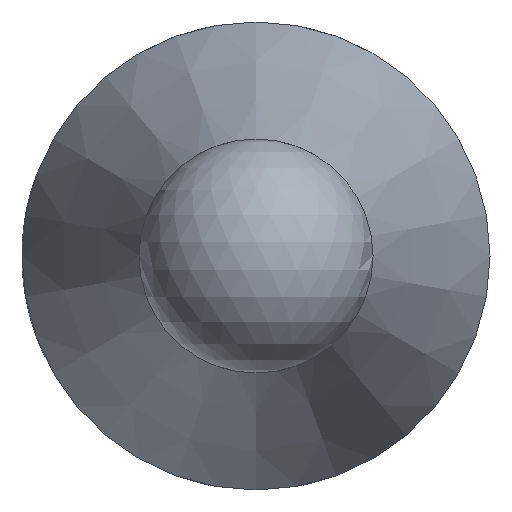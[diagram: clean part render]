
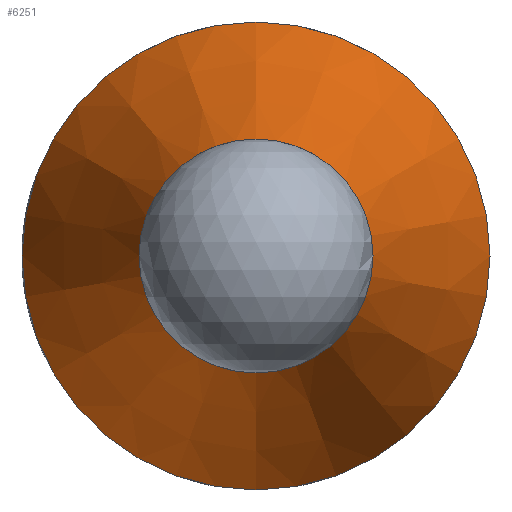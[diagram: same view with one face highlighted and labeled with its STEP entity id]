
A CAD part, left-side view. The second image highlights one B-rep face of the part: STEP entity #6251.
In plain terms, the highlighted conical face has half-angle 20 degrees and reference radius 1.25 mm.
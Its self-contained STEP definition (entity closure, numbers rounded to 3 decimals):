
#544 = VERTEX_POINT ( 'NONE', #2705 ) ;
#551 = AXIS2_PLACEMENT_3D ( 'NONE', #5747, #1174, #11059 ) ;
#946 = CIRCLE ( 'NONE', #9407, 2.5 ) ;
#1083 = DIRECTION ( 'NONE',  ( 1., 0., 0. ) ) ;
#1174 = DIRECTION ( 'NONE',  ( 1., 0., 0. ) ) ;
#1396 = DIRECTION ( 'NONE',  ( 1., 0., 0. ) ) ;
#1455 = FACE_OUTER_BOUND ( 'NONE', #9808, .T. ) ;
#1739 = AXIS2_PLACEMENT_3D ( 'NONE', #9642, #1396, #10492 ) ;
#1990 = DIRECTION ( 'NONE',  ( 0., 0., -1. ) ) ;
#2175 = FACE_BOUND ( 'NONE', #5957, .T. ) ;
#2223 = ORIENTED_EDGE ( 'NONE', *, *, #3076, .T. ) ;
#2705 = CARTESIAN_POINT ( 'NONE',  ( -75.434, -16.93, -1.25 ) ) ;
#3076 = EDGE_CURVE ( 'NONE', #544, #544, #8829, .T. ) ;
#3664 = EDGE_CURVE ( 'NONE', #9200, #9200, #946, .T. ) ;
#3666 = CARTESIAN_POINT ( 'NONE',  ( -72., -16.93, -2.5 ) ) ;
#5336 = ORIENTED_EDGE ( 'NONE', *, *, #3664, .F. ) ;
#5747 = CARTESIAN_POINT ( 'NONE',  ( -75.434, -16.93, 0. ) ) ;
#5957 = EDGE_LOOP ( 'NONE', ( #2223 ) ) ;
#6251 = ADVANCED_FACE ( 'NONE', ( #1455, #2175 ), #8460, .T. ) ;
#8460 = CONICAL_SURFACE ( 'NONE', #1739, 1.25, 0.349 ) ;
#8829 = CIRCLE ( 'NONE', #551, 1.25 ) ;
#9200 = VERTEX_POINT ( 'NONE', #3666 ) ;
#9336 = CARTESIAN_POINT ( 'NONE',  ( -72., -16.93, 0. ) ) ;
#9407 = AXIS2_PLACEMENT_3D ( 'NONE', #9336, #1083, #1990 ) ;
#9642 = CARTESIAN_POINT ( 'NONE',  ( -75.434, -16.93, 0. ) ) ;
#9808 = EDGE_LOOP ( 'NONE', ( #5336 ) ) ;
#10492 = DIRECTION ( 'NONE',  ( 0., 0., -1. ) ) ;
#11059 = DIRECTION ( 'NONE',  ( 0., 0., -1. ) ) ;
